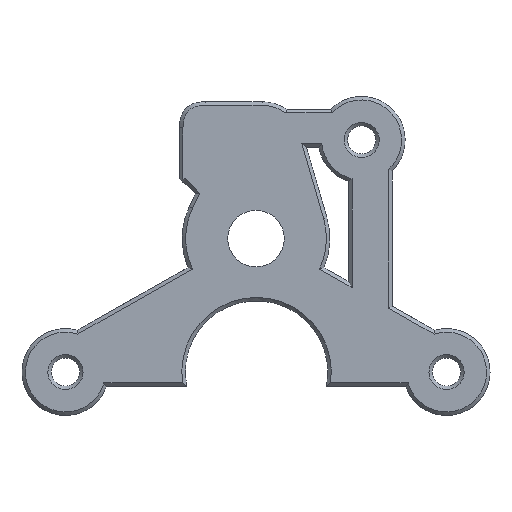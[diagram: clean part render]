
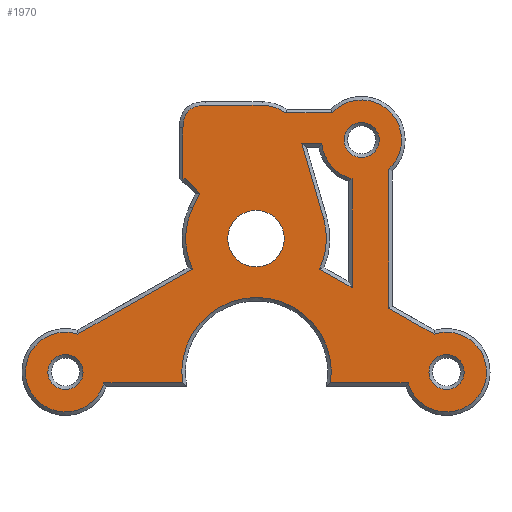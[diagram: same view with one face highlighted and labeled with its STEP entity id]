
A CAD part, left-side view. The second image highlights one B-rep face of the part: STEP entity #1970.
In plain terms, the highlighted planar face has unit normal (-1, 0, 0).
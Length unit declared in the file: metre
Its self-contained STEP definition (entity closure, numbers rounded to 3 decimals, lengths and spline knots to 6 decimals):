
#54=CIRCLE('',#2074,0.00325);
#62=CIRCLE('',#2089,0.002025);
#64=CIRCLE('',#2092,0.002025);
#66=CIRCLE('',#2096,0.0081);
#72=CIRCLE('',#2124,0.0047);
#77=CIRCLE('',#2134,0.0086);
#80=CIRCLE('',#2140,0.0081);
#81=CIRCLE('',#2146,0.002025);
#82=CIRCLE('',#2147,0.0046);
#83=CIRCLE('',#2148,0.0046);
#84=CIRCLE('',#2149,0.0046);
#85=CIRCLE('',#2150,0.0046);
#189=LINE('',#2988,#337);
#199=LINE('',#3014,#347);
#202=LINE('',#3031,#350);
#206=LINE('',#3052,#354);
#208=LINE('',#3055,#356);
#229=LINE('',#3131,#377);
#235=LINE('',#3188,#383);
#236=LINE('',#3196,#384);
#239=LINE('',#3206,#387);
#241=LINE('',#3210,#389);
#243=LINE('',#3222,#391);
#244=LINE('',#3238,#392);
#246=LINE('',#3249,#394);
#250=LINE('',#3266,#398);
#251=LINE('',#3268,#399);
#337=VECTOR('',#2354,1.);
#347=VECTOR('',#2368,1.);
#350=VECTOR('',#2385,1.);
#354=VECTOR('',#2397,1.);
#356=VECTOR('',#2401,1.);
#377=VECTOR('',#2464,1.);
#383=VECTOR('',#2472,1.);
#384=VECTOR('',#2483,1.);
#387=VECTOR('',#2492,1.);
#389=VECTOR('',#2496,1.);
#391=VECTOR('',#2502,1.);
#392=VECTOR('',#2511,1.);
#394=VECTOR('',#2517,1.);
#398=VECTOR('',#2529,1.);
#399=VECTOR('',#2532,1.);
#701=ORIENTED_EDGE('',*,*,#1087,.F.);
#702=ORIENTED_EDGE('',*,*,#1201,.T.);
#703=ORIENTED_EDGE('',*,*,#1202,.F.);
#704=ORIENTED_EDGE('',*,*,#1096,.T.);
#705=ORIENTED_EDGE('',*,*,#1124,.T.);
#706=ORIENTED_EDGE('',*,*,#1119,.F.);
#707=ORIENTED_EDGE('',*,*,#1114,.T.);
#708=ORIENTED_EDGE('',*,*,#1122,.T.);
#709=ORIENTED_EDGE('',*,*,#1203,.F.);
#710=ORIENTED_EDGE('',*,*,#1184,.T.);
#711=ORIENTED_EDGE('',*,*,#1183,.T.);
#712=ORIENTED_EDGE('',*,*,#1179,.T.);
#713=ORIENTED_EDGE('',*,*,#1204,.F.);
#714=ORIENTED_EDGE('',*,*,#1175,.T.);
#715=ORIENTED_EDGE('',*,*,#1173,.T.);
#716=ORIENTED_EDGE('',*,*,#1205,.F.);
#717=ORIENTED_EDGE('',*,*,#1168,.T.);
#718=ORIENTED_EDGE('',*,*,#1167,.F.);
#719=ORIENTED_EDGE('',*,*,#1164,.T.);
#720=ORIENTED_EDGE('',*,*,#1161,.T.);
#721=ORIENTED_EDGE('',*,*,#1156,.T.);
#722=ORIENTED_EDGE('',*,*,#1107,.T.);
#723=ORIENTED_EDGE('',*,*,#1196,.T.);
#724=ORIENTED_EDGE('',*,*,#1195,.T.);
#725=ORIENTED_EDGE('',*,*,#1192,.F.);
#726=ORIENTED_EDGE('',*,*,#1188,.T.);
#727=ORIENTED_EDGE('',*,*,#1110,.T.);
#728=ORIENTED_EDGE('',*,*,#1112,.T.);
#1087=EDGE_CURVE('',#1364,#1364,#54,.T.);
#1096=EDGE_CURVE('',#1373,#1374,#189,.T.);
#1107=EDGE_CURVE('',#1383,#1382,#199,.T.);
#1110=EDGE_CURVE('',#1385,#1385,#62,.T.);
#1112=EDGE_CURVE('',#1387,#1387,#64,.T.);
#1114=EDGE_CURVE('',#1390,#1389,#202,.T.);
#1119=EDGE_CURVE('',#1390,#1392,#66,.T.);
#1122=EDGE_CURVE('',#1389,#1394,#206,.T.);
#1124=EDGE_CURVE('',#1374,#1392,#208,.T.);
#1156=EDGE_CURVE('',#1409,#1383,#229,.T.);
#1161=EDGE_CURVE('',#1412,#1409,#1508,.T.);
#1164=EDGE_CURVE('',#1413,#1412,#235,.T.);
#1167=EDGE_CURVE('',#1413,#1416,#72,.T.);
#1168=EDGE_CURVE('',#1417,#1416,#236,.T.);
#1173=EDGE_CURVE('',#1421,#1420,#239,.T.);
#1175=EDGE_CURVE('',#1422,#1421,#241,.T.);
#1179=EDGE_CURVE('',#1426,#1425,#243,.T.);
#1183=EDGE_CURVE('',#1428,#1426,#77,.T.);
#1184=EDGE_CURVE('',#1429,#1428,#244,.T.);
#1188=EDGE_CURVE('',#1432,#1431,#246,.T.);
#1192=EDGE_CURVE('',#1432,#1433,#80,.T.);
#1195=EDGE_CURVE('',#1435,#1433,#250,.T.);
#1196=EDGE_CURVE('',#1382,#1435,#251,.T.);
#1201=EDGE_CURVE('',#1437,#1437,#81,.T.);
#1202=EDGE_CURVE('',#1373,#1394,#82,.T.);
#1203=EDGE_CURVE('',#1429,#1431,#83,.T.);
#1204=EDGE_CURVE('',#1422,#1425,#84,.T.);
#1205=EDGE_CURVE('',#1417,#1420,#85,.T.);
#1364=VERTEX_POINT('',#2967);
#1373=VERTEX_POINT('',#2989);
#1374=VERTEX_POINT('',#2990);
#1382=VERTEX_POINT('',#3013);
#1383=VERTEX_POINT('',#3015);
#1385=VERTEX_POINT('',#3021);
#1387=VERTEX_POINT('',#3026);
#1389=VERTEX_POINT('',#3030);
#1390=VERTEX_POINT('',#3032);
#1392=VERTEX_POINT('',#3041);
#1394=VERTEX_POINT('',#3051);
#1409=VERTEX_POINT('',#3132);
#1412=VERTEX_POINT('',#3168);
#1413=VERTEX_POINT('',#3185);
#1416=VERTEX_POINT('',#3192);
#1417=VERTEX_POINT('',#3197);
#1420=VERTEX_POINT('',#3205);
#1421=VERTEX_POINT('',#3207);
#1422=VERTEX_POINT('',#3211);
#1425=VERTEX_POINT('',#3221);
#1426=VERTEX_POINT('',#3223);
#1428=VERTEX_POINT('',#3234);
#1429=VERTEX_POINT('',#3239);
#1431=VERTEX_POINT('',#3248);
#1432=VERTEX_POINT('',#3250);
#1433=VERTEX_POINT('',#3257);
#1435=VERTEX_POINT('',#3263);
#1437=VERTEX_POINT('',#3277);
#1508=B_SPLINE_CURVE_WITH_KNOTS('',3,(#3176,#3177,#3178,#3179,#3180,#3181,
#3182),.UNSPECIFIED.,.F.,.F.,(4,1,1,1,4),(0.,0.001054,0.002108,
0.003161,0.004215),.UNSPECIFIED.);
#1615=EDGE_LOOP('',(#701));
#1616=EDGE_LOOP('',(#702));
#1617=EDGE_LOOP('',(#703,#704,#705,#706,#707,#708));
#1618=EDGE_LOOP('',(#709,#710,#711,#712,#713,#714,#715,#716,#717,#718,#719,
#720,#721,#722,#723,#724,#725,#726));
#1619=EDGE_LOOP('',(#727));
#1620=EDGE_LOOP('',(#728));
#1763=FACE_BOUND('',#1615,.T.);
#1764=FACE_BOUND('',#1616,.T.);
#1765=FACE_BOUND('',#1617,.T.);
#1766=FACE_BOUND('',#1618,.T.);
#1767=FACE_BOUND('',#1619,.T.);
#1768=FACE_BOUND('',#1620,.T.);
#1888=PLANE('',#2145);
#1970=ADVANCED_FACE('',(#1763,#1764,#1765,#1766,#1767,#1768),#1888,.F.);
#2074=AXIS2_PLACEMENT_3D('',#2966,#2330,#2331);
#2089=AXIS2_PLACEMENT_3D('',#3020,#2374,#2375);
#2092=AXIS2_PLACEMENT_3D('',#3025,#2380,#2381);
#2096=AXIS2_PLACEMENT_3D('',#3044,#2392,#2393);
#2124=AXIS2_PLACEMENT_3D('',#3194,#2479,#2480);
#2134=AXIS2_PLACEMENT_3D('',#3236,#2507,#2508);
#2140=AXIS2_PLACEMENT_3D('',#3260,#2523,#2524);
#2145=AXIS2_PLACEMENT_3D('',#3275,#2541,#2542);
#2146=AXIS2_PLACEMENT_3D('',#3276,#2543,#2544);
#2147=AXIS2_PLACEMENT_3D('',#3278,#2545,#2546);
#2148=AXIS2_PLACEMENT_3D('',#3279,#2547,#2548);
#2149=AXIS2_PLACEMENT_3D('',#3280,#2549,#2550);
#2150=AXIS2_PLACEMENT_3D('',#3281,#2551,#2552);
#2330=DIRECTION('',(-1.,0.,0.));
#2331=DIRECTION('',(0.,0.,1.));
#2354=DIRECTION('',(0.,0.,-1.));
#2368=DIRECTION('',(0.,-1.,0.));
#2374=DIRECTION('',(1.,0.,0.));
#2375=DIRECTION('',(0.,0.,-1.));
#2380=DIRECTION('',(1.,0.,0.));
#2381=DIRECTION('',(0.,0.,-1.));
#2385=DIRECTION('',(0.,0.279,0.96));
#2392=DIRECTION('',(1.,0.,0.));
#2393=DIRECTION('',(0.,0.,-1.));
#2397=DIRECTION('',(0.,-1.,0.));
#2401=DIRECTION('',(0.,0.87,0.493));
#2464=DIRECTION('',(0.,0.,-1.));
#2472=DIRECTION('',(0.,1.,0.));
#2479=DIRECTION('',(1.,0.,0.));
#2480=DIRECTION('',(0.,0.,-1.));
#2483=DIRECTION('',(0.,1.,0.));
#2492=DIRECTION('',(0.,0.,1.));
#2496=DIRECTION('',(0.,0.87,0.493));
#2502=DIRECTION('',(0.,-1.,0.));
#2507=DIRECTION('',(1.,0.,0.));
#2508=DIRECTION('',(0.,0.,-1.));
#2511=DIRECTION('',(0.,-1.,0.));
#2517=DIRECTION('',(0.,0.87,-0.493));
#2523=DIRECTION('',(1.,0.,0.));
#2524=DIRECTION('',(0.,0.,-1.));
#2529=DIRECTION('',(0.,0.431,-0.902));
#2532=DIRECTION('',(0.,-0.707,-0.707));
#2541=DIRECTION('',(1.,0.,0.));
#2542=DIRECTION('',(0.,1.,0.));
#2543=DIRECTION('',(1.,0.,0.));
#2544=DIRECTION('',(0.,0.,-1.));
#2545=DIRECTION('',(1.,0.,0.));
#2546=DIRECTION('',(0.,0.,-1.));
#2547=DIRECTION('',(1.,0.,0.));
#2548=DIRECTION('',(0.,0.,-1.));
#2549=DIRECTION('',(1.,0.,0.));
#2550=DIRECTION('',(0.,0.,-1.));
#2551=DIRECTION('',(1.,0.,0.));
#2552=DIRECTION('',(0.,0.,-1.));
#2966=CARTESIAN_POINT('',(0.,-0.023484,-0.03762));
#2967=CARTESIAN_POINT('',(0.,-0.023484,-0.03437));
#2988=CARTESIAN_POINT('',(0.,-0.034534,-0.03762));
#2989=CARTESIAN_POINT('',(0.,-0.034534,-0.030736));
#2990=CARTESIAN_POINT('',(0.,-0.034534,-0.043256));
#3013=CARTESIAN_POINT('',(0.,-0.01535,-0.03072));
#3014=CARTESIAN_POINT('',(0.,-0.01575,-0.03072));
#3015=CARTESIAN_POINT('',(0.,-0.015084,-0.03072));
#3020=CARTESIAN_POINT('',(0.,-0.045404,-0.052971));
#3021=CARTESIAN_POINT('',(0.,-0.045404,-0.054996));
#3025=CARTESIAN_POINT('',(0.,-0.001564,-0.052971));
#3026=CARTESIAN_POINT('',(0.,-0.001564,-0.054996));
#3030=CARTESIAN_POINT('',(0.,-0.028751,-0.02672));
#3031=CARTESIAN_POINT('',(0.,-0.031262,-0.035359));
#3032=CARTESIAN_POINT('',(0.,-0.031262,-0.035359));
#3041=CARTESIAN_POINT('',(0.,-0.030783,-0.041132));
#3044=CARTESIAN_POINT('',(0.,-0.023484,-0.03762));
#3051=CARTESIAN_POINT('',(0.,-0.031056,-0.02672));
#3052=CARTESIAN_POINT('',(0.,-0.032239,-0.02672));
#3055=CARTESIAN_POINT('',(0.,-0.023749,-0.037151));
#3131=CARTESIAN_POINT('',(0.,-0.015084,-0.03112));
#3132=CARTESIAN_POINT('',(0.,-0.015084,-0.024885));
#3168=CARTESIAN_POINT('',(0.,-0.017684,-0.022285));
#3176=CARTESIAN_POINT('',(0.,-0.017684,-0.022285));
#3177=CARTESIAN_POINT('',(0.,-0.01733,-0.022285));
#3178=CARTESIAN_POINT('',(0.,-0.016628,-0.022341));
#3179=CARTESIAN_POINT('',(0.,-0.015634,-0.022835));
#3180=CARTESIAN_POINT('',(0.,-0.015142,-0.023822));
#3181=CARTESIAN_POINT('',(0.,-0.015085,-0.02453));
#3182=CARTESIAN_POINT('',(0.,-0.015084,-0.024885));
#3185=CARTESIAN_POINT('',(0.,-0.024184,-0.022285));
#3188=CARTESIAN_POINT('',(0.,-0.023484,-0.022285));
#3192=CARTESIAN_POINT('',(0.,-0.026929,-0.02317));
#3194=CARTESIAN_POINT('',(0.,-0.024184,-0.026985));
#3196=CARTESIAN_POINT('',(0.,-0.027055,-0.02317));
#3197=CARTESIAN_POINT('',(0.,-0.032235,-0.02317));
#3205=CARTESIAN_POINT('',(0.,-0.038734,-0.029668));
#3206=CARTESIAN_POINT('',(0.,-0.038734,-0.02627));
#3207=CARTESIAN_POINT('',(0.,-0.038734,-0.045633));
#3210=CARTESIAN_POINT('',(0.,-0.038937,-0.045748));
#3211=CARTESIAN_POINT('',(0.,-0.043973,-0.048599));
#3221=CARTESIAN_POINT('',(0.,-0.040977,-0.05422));
#3222=CARTESIAN_POINT('',(0.,-0.023484,-0.05422));
#3223=CARTESIAN_POINT('',(0.,-0.032055,-0.05422));
#3234=CARTESIAN_POINT('',(0.,-0.015035,-0.05422));
#3236=CARTESIAN_POINT('',(0.,-0.023545,-0.05298));
#3238=CARTESIAN_POINT('',(0.,-0.023484,-0.05422));
#3239=CARTESIAN_POINT('',(0.,-0.005991,-0.05422));
#3248=CARTESIAN_POINT('',(0.,-0.002994,-0.048599));
#3249=CARTESIAN_POINT('',(0.,-0.023219,-0.037151));
#3250=CARTESIAN_POINT('',(0.,-0.016185,-0.041132));
#3257=CARTESIAN_POINT('',(0.,-0.016177,-0.034125));
#3260=CARTESIAN_POINT('',(0.,-0.023484,-0.03762));
#3263=CARTESIAN_POINT('',(0.,-0.017011,-0.032381));
#3266=CARTESIAN_POINT('',(0.,-0.016177,-0.034125));
#3268=CARTESIAN_POINT('',(0.,-0.022867,-0.038237));
#3275=CARTESIAN_POINT('',(0.,-0.023484,-0.03762));
#3276=CARTESIAN_POINT('',(0.,-0.035634,-0.02627));
#3277=CARTESIAN_POINT('',(0.,-0.035634,-0.028295));
#3278=CARTESIAN_POINT('',(0.,-0.035634,-0.02627));
#3279=CARTESIAN_POINT('',(0.,-0.001564,-0.052971));
#3280=CARTESIAN_POINT('',(0.,-0.045404,-0.052971));
#3281=CARTESIAN_POINT('',(0.,-0.035634,-0.02627));
